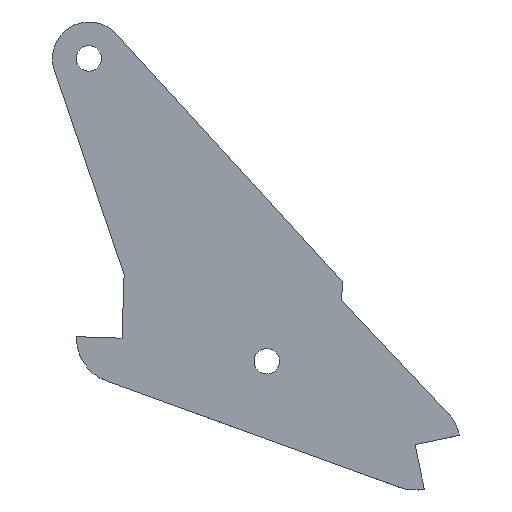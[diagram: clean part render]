
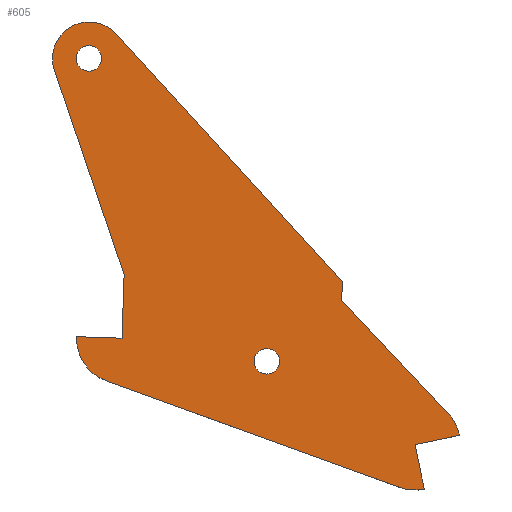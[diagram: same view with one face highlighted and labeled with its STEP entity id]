
A CAD part, top view. The second image highlights one B-rep face of the part: STEP entity #605.
In plain terms, the highlighted planar face has unit normal (0, 0, 1).
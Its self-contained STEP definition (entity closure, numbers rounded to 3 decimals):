
#36=CARTESIAN_POINT('Line Origine',(438.362,-16.906,1.5)) ;
#40=CARTESIAN_POINT('Vertex',(437.852,-14.459,1.5)) ;
#42=CARTESIAN_POINT('Vertex',(438.872,-19.354,1.5)) ;
#76=CARTESIAN_POINT('Axis2P3D Location',(437.852,-14.459,1.5)) ;
#80=CARTESIAN_POINT('Vertex',(436.146,-19.159,1.5)) ;
#107=CARTESIAN_POINT('Line Origine',(420.039,-13.31,1.5)) ;
#111=CARTESIAN_POINT('Vertex',(403.932,-7.462,1.5)) ;
#138=CARTESIAN_POINT('Axis2P3D Location',(405.639,-2.762,1.5)) ;
#142=CARTESIAN_POINT('Vertex',(400.642,-2.595,1.5)) ;
#169=CARTESIAN_POINT('Line Origine',(403.14,-2.679,1.5)) ;
#173=CARTESIAN_POINT('Vertex',(405.639,-2.762,1.5)) ;
#200=CARTESIAN_POINT('Line Origine',(405.756,0.736,1.5)) ;
#204=CARTESIAN_POINT('Vertex',(405.873,4.234,1.5)) ;
#231=CARTESIAN_POINT('Line Origine',(402.043,15.472,1.5)) ;
#235=CARTESIAN_POINT('Vertex',(398.214,26.71,1.5)) ;
#262=CARTESIAN_POINT('Axis2P3D Location',(402.,28.,1.5)) ;
#266=CARTESIAN_POINT('Vertex',(404.954,30.697,1.5)) ;
#293=CARTESIAN_POINT('Line Origine',(417.407,17.062,1.5)) ;
#297=CARTESIAN_POINT('Vertex',(429.86,3.427,1.5)) ;
#324=CARTESIAN_POINT('Line Origine',(429.826,2.427,1.5)) ;
#328=CARTESIAN_POINT('Vertex',(429.792,1.428,1.5)) ;
#355=CARTESIAN_POINT('Line Origine',(435.643,-4.808,1.5)) ;
#359=CARTESIAN_POINT('Vertex',(441.493,-11.043,1.5)) ;
#386=CARTESIAN_POINT('Axis2P3D Location',(437.852,-14.459,1.5)) ;
#390=CARTESIAN_POINT('Vertex',(442.739,-13.437,1.5)) ;
#417=CARTESIAN_POINT('Line Origine',(440.296,-13.948,1.5)) ;
#445=CARTESIAN_POINT('Vertex',(420.161,-5.299,1.5)) ;
#459=CARTESIAN_POINT('Vertex',(422.961,-5.299,1.5)) ;
#462=CARTESIAN_POINT('Axis2P3D Location',(421.561,-5.299,1.5)) ;
#479=CARTESIAN_POINT('Axis2P3D Location',(421.561,-5.299,1.5)) ;
#502=CARTESIAN_POINT('Vertex',(400.6,28.,1.5)) ;
#516=CARTESIAN_POINT('Vertex',(403.4,28.,1.5)) ;
#519=CARTESIAN_POINT('Axis2P3D Location',(402.,28.,1.5)) ;
#536=CARTESIAN_POINT('Axis2P3D Location',(402.,28.,1.5)) ;
#577=CARTESIAN_POINT('Axis2P3D Location',(0.,0.,1.5)) ;
#38=VECTOR('Line Direction',#37,1.) ;
#109=VECTOR('Line Direction',#108,1.) ;
#171=VECTOR('Line Direction',#170,1.) ;
#202=VECTOR('Line Direction',#201,1.) ;
#233=VECTOR('Line Direction',#232,1.) ;
#295=VECTOR('Line Direction',#294,1.) ;
#326=VECTOR('Line Direction',#325,1.) ;
#357=VECTOR('Line Direction',#356,1.) ;
#419=VECTOR('Line Direction',#418,1.) ;
#37=DIRECTION('Vector Direction',(0.204,-0.979,0.)) ;
#77=DIRECTION('Axis2P3D Direction',(0.,0.,-1.)) ;
#108=DIRECTION('Vector Direction',(-0.94,0.341,0.)) ;
#139=DIRECTION('Axis2P3D Direction',(0.,0.,-1.)) ;
#170=DIRECTION('Vector Direction',(-0.999,0.033,0.)) ;
#201=DIRECTION('Vector Direction',(-0.034,-0.999,0.)) ;
#232=DIRECTION('Vector Direction',(-0.323,0.947,0.)) ;
#263=DIRECTION('Axis2P3D Direction',(0.,0.,-1.)) ;
#294=DIRECTION('Vector Direction',(0.674,-0.738,0.)) ;
#325=DIRECTION('Vector Direction',(-0.034,-0.999,0.)) ;
#356=DIRECTION('Vector Direction',(-0.684,0.729,0.)) ;
#387=DIRECTION('Axis2P3D Direction',(0.,0.,-1.)) ;
#418=DIRECTION('Vector Direction',(-0.979,-0.205,0.)) ;
#463=DIRECTION('Axis2P3D Direction',(0.,0.,-1.)) ;
#480=DIRECTION('Axis2P3D Direction',(0.,0.,-1.)) ;
#520=DIRECTION('Axis2P3D Direction',(0.,0.,-1.)) ;
#537=DIRECTION('Axis2P3D Direction',(0.,0.,-1.)) ;
#578=DIRECTION('Axis2P3D Direction',(0.,0.,-1.)) ;
#579=DIRECTION('Axis2P3D XDirection',(1.,0.,0.)) ;
#78=AXIS2_PLACEMENT_3D('Circle Axis2P3D',#76,#77,$) ;
#140=AXIS2_PLACEMENT_3D('Circle Axis2P3D',#138,#139,$) ;
#264=AXIS2_PLACEMENT_3D('Circle Axis2P3D',#262,#263,$) ;
#388=AXIS2_PLACEMENT_3D('Circle Axis2P3D',#386,#387,$) ;
#464=AXIS2_PLACEMENT_3D('Circle Axis2P3D',#462,#463,$) ;
#481=AXIS2_PLACEMENT_3D('Circle Axis2P3D',#479,#480,$) ;
#521=AXIS2_PLACEMENT_3D('Circle Axis2P3D',#519,#520,$) ;
#538=AXIS2_PLACEMENT_3D('Circle Axis2P3D',#536,#537,$) ;
#580=AXIS2_PLACEMENT_3D('Plane Axis2P3D',#577,#578,#579) ;
#39=LINE('Line',#36,#38) ;
#110=LINE('Line',#107,#109) ;
#172=LINE('Line',#169,#171) ;
#203=LINE('Line',#200,#202) ;
#234=LINE('Line',#231,#233) ;
#296=LINE('Line',#293,#295) ;
#327=LINE('Line',#324,#326) ;
#358=LINE('Line',#355,#357) ;
#420=LINE('Line',#417,#419) ;
#79=CIRCLE('generated circle',#78,5.) ;
#141=CIRCLE('generated circle',#140,5.) ;
#265=CIRCLE('generated circle',#264,4.) ;
#389=CIRCLE('generated circle',#388,4.992) ;
#465=CIRCLE('generated circle',#464,1.4) ;
#482=CIRCLE('generated circle',#481,1.4) ;
#522=CIRCLE('generated circle',#521,1.4) ;
#539=CIRCLE('generated circle',#538,1.4) ;
#581=PLANE('',#580) ;
#600=FACE_BOUND('',#597,.T.) ;
#604=FACE_BOUND('',#601,.T.) ;
#44=EDGE_CURVE('',#41,#43,#39,.T.) ;
#82=EDGE_CURVE('',#43,#81,#79,.T.) ;
#113=EDGE_CURVE('',#81,#112,#110,.T.) ;
#144=EDGE_CURVE('',#112,#143,#141,.T.) ;
#175=EDGE_CURVE('',#143,#174,#172,.F.) ;
#206=EDGE_CURVE('',#174,#205,#203,.F.) ;
#237=EDGE_CURVE('',#205,#236,#234,.T.) ;
#268=EDGE_CURVE('',#236,#267,#265,.T.) ;
#299=EDGE_CURVE('',#267,#298,#296,.T.) ;
#330=EDGE_CURVE('',#298,#329,#327,.T.) ;
#361=EDGE_CURVE('',#329,#360,#358,.F.) ;
#392=EDGE_CURVE('',#360,#391,#389,.T.) ;
#421=EDGE_CURVE('',#391,#41,#420,.T.) ;
#466=EDGE_CURVE('',#446,#460,#465,.T.) ;
#483=EDGE_CURVE('',#460,#446,#482,.T.) ;
#523=EDGE_CURVE('',#503,#517,#522,.T.) ;
#540=EDGE_CURVE('',#517,#503,#539,.T.) ;
#583=ORIENTED_EDGE('',*,*,#421,.F.) ;
#584=ORIENTED_EDGE('',*,*,#392,.F.) ;
#585=ORIENTED_EDGE('',*,*,#361,.F.) ;
#586=ORIENTED_EDGE('',*,*,#330,.F.) ;
#587=ORIENTED_EDGE('',*,*,#299,.F.) ;
#588=ORIENTED_EDGE('',*,*,#268,.F.) ;
#589=ORIENTED_EDGE('',*,*,#237,.F.) ;
#590=ORIENTED_EDGE('',*,*,#206,.F.) ;
#591=ORIENTED_EDGE('',*,*,#175,.F.) ;
#592=ORIENTED_EDGE('',*,*,#144,.F.) ;
#593=ORIENTED_EDGE('',*,*,#113,.F.) ;
#594=ORIENTED_EDGE('',*,*,#82,.F.) ;
#595=ORIENTED_EDGE('',*,*,#44,.F.) ;
#598=ORIENTED_EDGE('',*,*,#483,.T.) ;
#599=ORIENTED_EDGE('',*,*,#466,.T.) ;
#602=ORIENTED_EDGE('',*,*,#540,.T.) ;
#603=ORIENTED_EDGE('',*,*,#523,.T.) ;
#582=EDGE_LOOP('',(#583,#584,#585,#586,#587,#588,#589,#590,#591,#592,#593,#594,#595)) ;
#597=EDGE_LOOP('',(#598,#599)) ;
#601=EDGE_LOOP('',(#602,#603)) ;
#41=VERTEX_POINT('',#40) ;
#43=VERTEX_POINT('',#42) ;
#81=VERTEX_POINT('',#80) ;
#112=VERTEX_POINT('',#111) ;
#143=VERTEX_POINT('',#142) ;
#174=VERTEX_POINT('',#173) ;
#205=VERTEX_POINT('',#204) ;
#236=VERTEX_POINT('',#235) ;
#267=VERTEX_POINT('',#266) ;
#298=VERTEX_POINT('',#297) ;
#329=VERTEX_POINT('',#328) ;
#360=VERTEX_POINT('',#359) ;
#391=VERTEX_POINT('',#390) ;
#446=VERTEX_POINT('',#445) ;
#460=VERTEX_POINT('',#459) ;
#503=VERTEX_POINT('',#502) ;
#517=VERTEX_POINT('',#516) ;
#605=ADVANCED_FACE('PartBody',(#596,#600,#604),#581,.F.) ;
#596=FACE_OUTER_BOUND('',#582,.T.) ;
